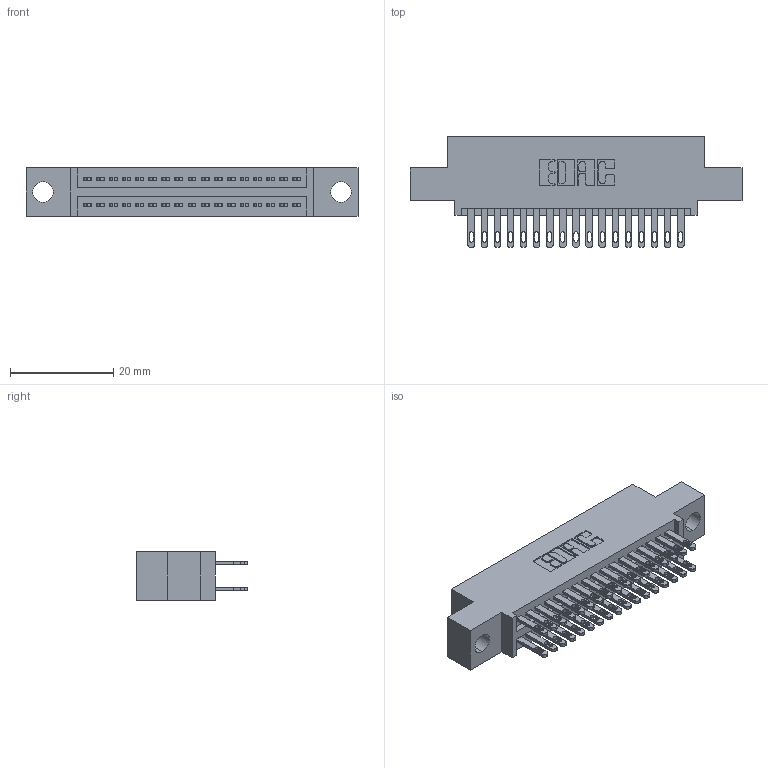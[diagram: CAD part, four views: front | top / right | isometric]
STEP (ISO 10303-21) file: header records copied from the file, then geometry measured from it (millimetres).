
FILE_DESCRIPTION (( 'STEP AP203' ), '1' );
FILE_NAME ('895-034-500-504.STEP', '2020-09-25T21:17:42', ( '' ), ( '' ), 'SwSTEP 2.0', 'SolidWorks 2020', '' );
FILE_SCHEMA (( 'CONFIG_CONTROL_DESIGN' ));
Length unit declared in the file: inch
Products named in the file (3): 345-292-001_345-293-100; 845 Part_0.110 Offset - 0.156 Dia-TH; 895-034-500-504
Assembly tree (35 placements, depth 2):
  895-034-500-504
    845 Part_0.110 Offset - 0.156 Dia-TH
    345-292-001_345-293-100  x34
Bounding box: 64.39 x 21.51 x 9.4 mm (x, y, z)
Volume: 5965.4 mm3; surface area: 8588.5 mm2
Topology: 35 solids, 35 shells, 1694 faces, 5147 edges, 3430 vertices
Faces by surface type: plane 1002, cylinder 692
Entity records: 16769 total; most frequent: CARTESIAN_POINT 2836, ORIENTED_EDGE 2770, DIRECTION 2533, EDGE_CURVE 1385, LINE 1181, VECTOR 1181, VERTEX_POINT 922, AXIS2_PLACEMENT_3D 676
